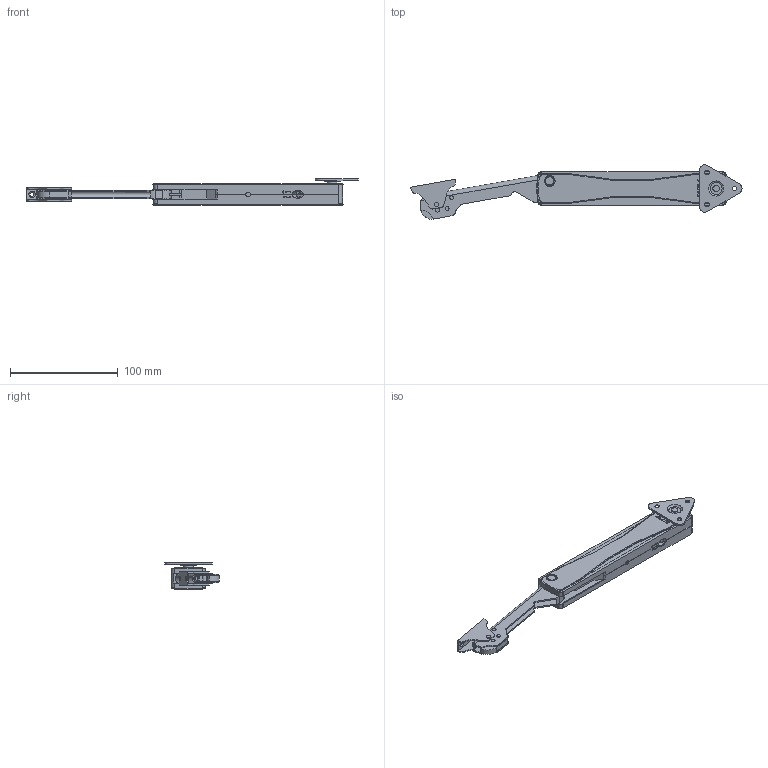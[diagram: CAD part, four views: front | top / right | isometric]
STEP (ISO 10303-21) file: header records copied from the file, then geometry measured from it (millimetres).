
FILE_DESCRIPTION(/* description */ (''),/* implementation_level */ '2;1');
FILE_NAME(/* name */ 'PD-MINILIFTNEW.stp',/* time_stamp */ '2022-11-03T08:56:18+01:00',/* author */ ('tomaszw'),/* organization */ (''),/* preprocessor_version */ 'ST-DEVELOPER v19.2',/* originating_system */ 'Autodesk Inventor 2023',/* authorisation */ '');
FILE_SCHEMA (('AUTOMOTIVE_DESIGN { 1 0 10303 214 3 1 1 }'));
Length unit declared in the file: millimetre
Products named in the file (11): nowy_; nowyPodnosnik_1; nowyPodnosnik_2; nowyPodnosnik_3; nowyPodnosnik_4; nowyPodnosnik_5; nowyPodnosnik_6; nowyPodnosnik_7; nowyPodnosnik_8; nowyPodnosnik_9; nowyPodnosnik_10
Assembly tree (10 placements, depth 2):
  nowy_
    nowyPodnosnik_1
    nowyPodnosnik_2
    nowyPodnosnik_3
    nowyPodnosnik_4
    nowyPodnosnik_5
    nowyPodnosnik_6
    nowyPodnosnik_7
    nowyPodnosnik_8
    nowyPodnosnik_9
    nowyPodnosnik_10
Bounding box: 308.22 x 50.53 x 24.5 mm (x, y, z)
Volume: 111067.5 mm3; surface area: 78924.1 mm2
Topology: 11 solids, 11 shells, 555 faces, 1427 edges, 927 vertices
Faces by surface type: plane 283, cylinder 186, torus 42, bspline 31, sphere 8, cone 5
Full cylindrical faces by diameter (mm): 3.5 x7, 4 x9, 6 x3, 7 x1, 7.25 x1, 8 x3, 10 x4, 11 x3, 13 x2
Entity records: 18248 total; most frequent: CARTESIAN_POINT 4128, DIRECTION 2881, ORIENTED_EDGE 2852, EDGE_CURVE 1426, AXIS2_PLACEMENT_3D 1007, VERTEX_POINT 927, LINE 867, VECTOR 867
